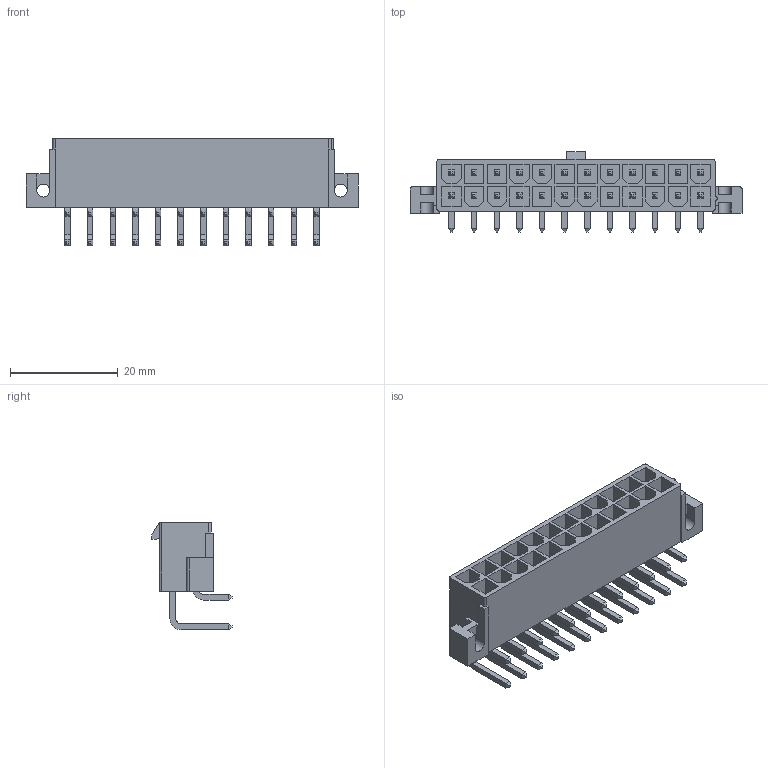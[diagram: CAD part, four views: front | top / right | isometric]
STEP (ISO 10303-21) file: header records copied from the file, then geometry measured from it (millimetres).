
FILE_DESCRIPTION( ( 'STEP AP203' ), '1' );
FILE_NAME( '39291248.stp', '2020-09-05T17:27:18', ( 'License CC BY-ND 4.0' ), ( 'CADENAS' ), ' ', 'PARTsolutions', ' ' );
FILE_SCHEMA( ( 'CONFIG_CONTROL_DESIGN' ) );
Length unit declared in the file: millimetre
Products named in the file (2): 39291248; 1
Assembly tree (1 placements, depth 2):
  39291248
    1
Bounding box: 61.6 x 14.9 x 19.93 mm (x, y, z)
Volume: 4279.8 mm3; surface area: 7536 mm2
Topology: 1 solids, 1 shells, 695 faces, 1675 edges, 1050 vertices
Faces by surface type: plane 638, cylinder 57
Full cylindrical faces by diameter (mm): 2.4 x2
Entity records: 19724 total; most frequent: CARTESIAN_POINT 3420, ORIENTED_EDGE 3346, DIRECTION 3185, EDGE_CURVE 1673, LINE 1555, VECTOR 1555, VERTEX_POINT 1050, AXIS2_PLACEMENT_3D 815
